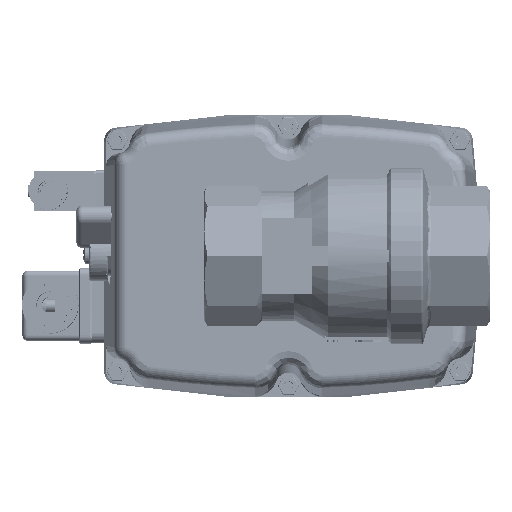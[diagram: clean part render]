
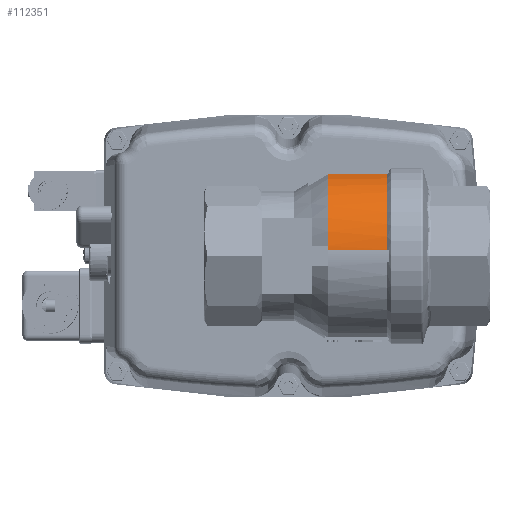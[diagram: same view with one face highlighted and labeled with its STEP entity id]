
A CAD part, front view. The second image highlights one B-rep face of the part: STEP entity #112351.
In plain terms, the highlighted cylindrical face has radius 32.5 mm (diameter 65 mm), a partial arc.
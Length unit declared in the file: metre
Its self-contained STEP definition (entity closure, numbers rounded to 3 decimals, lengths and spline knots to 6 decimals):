
#1562 = CARTESIAN_POINT ( 'NONE',  ( 0.0155, -0.008, 0.0315 ) ) ;
#10236 = VERTEX_POINT ( 'NONE', #156060 ) ;
#18224 = DIRECTION ( 'NONE',  ( -1., 0., 0. ) ) ;
#18846 = CIRCLE ( 'NONE', #128064, 0.0325 ) ;
#20630 = LINE ( 'NONE', #35011, #115385 ) ;
#21510 = DIRECTION ( 'NONE',  ( 1., 0., 0. ) ) ;
#23764 = CIRCLE ( 'NONE', #124363, 0.0325 ) ;
#28693 = EDGE_CURVE ( 'NONE', #173373, #91300, #124846, .T. ) ;
#29917 = CARTESIAN_POINT ( 'NONE',  ( -0.00741, -0.032404, 0.0025 ) ) ;
#31593 = CARTESIAN_POINT ( 'NONE',  ( -0.00741, 0., 0. ) ) ;
#33278 = EDGE_CURVE ( 'NONE', #39965, #55247, #20630, .T. ) ;
#35011 = CARTESIAN_POINT ( 'NONE',  ( -0.00741, -0.032404, 0.0025 ) ) ;
#37082 = EDGE_CURVE ( 'NONE', #39965, #10236, #18846, .T. ) ;
#39965 = VERTEX_POINT ( 'NONE', #29917 ) ;
#40024 = ORIENTED_EDGE ( 'NONE', *, *, #60159, .F. ) ;
#50698 = CARTESIAN_POINT ( 'NONE',  ( 0.0155, -0.032404, 0.0025 ) ) ;
#53253 = VECTOR ( 'NONE', #84360, 1. ) ;
#55247 = VERTEX_POINT ( 'NONE', #50698 ) ;
#60159 = EDGE_CURVE ( 'NONE', #10236, #91300, #23764, .T. ) ;
#70369 = CIRCLE ( 'NONE', #176640, 0.0325 ) ;
#71191 = DIRECTION ( 'NONE',  ( -1., 0., 0. ) ) ;
#73116 = DIRECTION ( 'NONE',  ( 0., -1., 0. ) ) ;
#73238 = DIRECTION ( 'NONE',  ( -1., 0., 0. ) ) ;
#80047 = DIRECTION ( 'NONE',  ( 0., -1., 0. ) ) ;
#83115 = EDGE_CURVE ( 'NONE', #55247, #173373, #70369, .T. ) ;
#84360 = DIRECTION ( 'NONE',  ( -1., 0., 0. ) ) ;
#87783 = ORIENTED_EDGE ( 'NONE', *, *, #28693, .T. ) ;
#91300 = VERTEX_POINT ( 'NONE', #135617 ) ;
#93555 = DIRECTION ( 'NONE',  ( 1., 0., 0. ) ) ;
#107013 = CYLINDRICAL_SURFACE ( 'NONE', #129654, 0.0325 ) ;
#112351 = ADVANCED_FACE ( 'NONE', ( #163670 ), #107013, .T. ) ;
#114007 = ORIENTED_EDGE ( 'NONE', *, *, #83115, .T. ) ;
#115385 = VECTOR ( 'NONE', #21510, 1. ) ;
#120355 = EDGE_LOOP ( 'NONE', ( #114007, #87783, #40024, #135248, #124217 ) ) ;
#124217 = ORIENTED_EDGE ( 'NONE', *, *, #33278, .T. ) ;
#124363 = AXIS2_PLACEMENT_3D ( 'NONE', #31593, #71191, #126108 ) ;
#124846 = LINE ( 'NONE', #1562, #53253 ) ;
#126108 = DIRECTION ( 'NONE',  ( 0., -1., 0. ) ) ;
#126652 = CARTESIAN_POINT ( 'NONE',  ( 0.0155, -0.008, 0.0315 ) ) ;
#128064 = AXIS2_PLACEMENT_3D ( 'NONE', #130693, #18224, #73116 ) ;
#128172 = CARTESIAN_POINT ( 'NONE',  ( 0.0155, 0., 0. ) ) ;
#129654 = AXIS2_PLACEMENT_3D ( 'NONE', #148421, #93555, #80047 ) ;
#130693 = CARTESIAN_POINT ( 'NONE',  ( -0.00741, 0., 0. ) ) ;
#135248 = ORIENTED_EDGE ( 'NONE', *, *, #37082, .F. ) ;
#135617 = CARTESIAN_POINT ( 'NONE',  ( -0.00741, -0.008, 0.0315 ) ) ;
#140761 = DIRECTION ( 'NONE',  ( 0., -1., 0. ) ) ;
#148421 = CARTESIAN_POINT ( 'NONE',  ( 0.004045, 0., 0. ) ) ;
#156060 = CARTESIAN_POINT ( 'NONE',  ( -0.00741, -0.032253, 0.004 ) ) ;
#163670 = FACE_OUTER_BOUND ( 'NONE', #120355, .T. ) ;
#173373 = VERTEX_POINT ( 'NONE', #126652 ) ;
#176640 = AXIS2_PLACEMENT_3D ( 'NONE', #128172, #73238, #140761 ) ;
